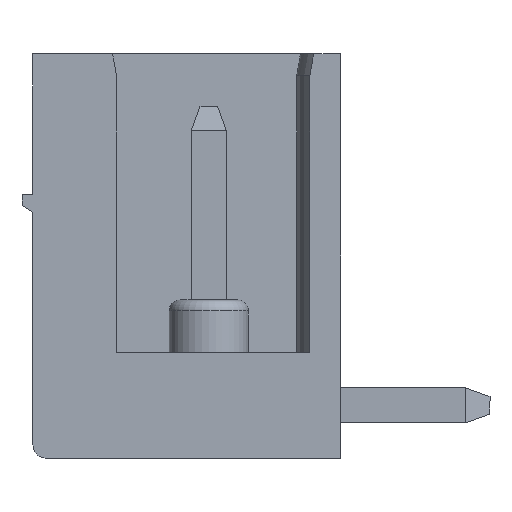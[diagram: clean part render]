
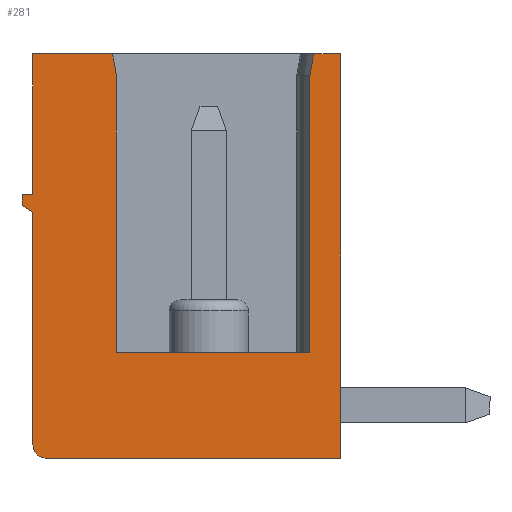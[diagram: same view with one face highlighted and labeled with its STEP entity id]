
A CAD part, left-side view. The second image highlights one B-rep face of the part: STEP entity #281.
In plain terms, the highlighted planar face has unit normal (-1, 0, 0).
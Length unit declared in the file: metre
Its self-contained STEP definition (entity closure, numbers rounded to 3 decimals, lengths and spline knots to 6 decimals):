
#281=ADVANCED_FACE('',(#791),#792,.F.);
#791=FACE_OUTER_BOUND('',#1545,.T.);
#792=PLANE('',#1546);
#1545=EDGE_LOOP('',(#2330,#2331,#2332,#2333,#2334,#2335,#2336,#2337,#2338,#2339,#2340,#2341,#2342,#2343,#2344));
#1546=AXIS2_PLACEMENT_3D('',#2345,#2346,#2347);
#2330=ORIENTED_EDGE('',*,*,#4545,.T.);
#2331=ORIENTED_EDGE('',*,*,#4546,.F.);
#2332=ORIENTED_EDGE('',*,*,#4547,.F.);
#2333=ORIENTED_EDGE('',*,*,#4548,.F.);
#2334=ORIENTED_EDGE('',*,*,#4531,.T.);
#2335=ORIENTED_EDGE('',*,*,#4536,.T.);
#2336=ORIENTED_EDGE('',*,*,#4549,.F.);
#2337=ORIENTED_EDGE('',*,*,#4550,.T.);
#2338=ORIENTED_EDGE('',*,*,#4551,.F.);
#2339=ORIENTED_EDGE('',*,*,#4552,.F.);
#2340=ORIENTED_EDGE('',*,*,#4553,.F.);
#2341=ORIENTED_EDGE('',*,*,#4554,.F.);
#2342=ORIENTED_EDGE('',*,*,#4555,.F.);
#2343=ORIENTED_EDGE('',*,*,#4556,.F.);
#2344=ORIENTED_EDGE('',*,*,#4557,.F.);
#2345=CARTESIAN_POINT('',(-1.086627,0.01086,0.000933));
#2346=DIRECTION('',(1.0,0.0,0.0));
#2347=DIRECTION('',(0.0,1.0,-0.0));
#4531=EDGE_CURVE('',#5423,#5424,#5425,.T.);
#4536=EDGE_CURVE('',#5424,#5432,#5433,.T.);
#4545=EDGE_CURVE('',#5447,#5448,#5449,.F.);
#4546=EDGE_CURVE('',#5450,#5448,#5451,.T.);
#4547=EDGE_CURVE('',#5452,#5450,#5453,.T.);
#4548=EDGE_CURVE('',#5423,#5452,#5454,.T.);
#4549=EDGE_CURVE('',#5455,#5432,#5456,.T.);
#4550=EDGE_CURVE('',#5455,#5457,#5458,.T.);
#4551=EDGE_CURVE('',#5459,#5457,#5460,.T.);
#4552=EDGE_CURVE('',#5461,#5459,#5462,.T.);
#4553=EDGE_CURVE('',#5463,#5461,#5464,.T.);
#4554=EDGE_CURVE('',#5465,#5463,#5466,.T.);
#4555=EDGE_CURVE('',#5467,#5465,#5468,.T.);
#4556=EDGE_CURVE('',#5469,#5467,#5470,.T.);
#4557=EDGE_CURVE('',#5447,#5469,#5471,.T.);
#5423=VERTEX_POINT('',#6728);
#5424=VERTEX_POINT('',#6729);
#5425=LINE('',#6730,#6731);
#5432=VERTEX_POINT('',#6743);
#5433=LINE('',#6744,#6745);
#5447=VERTEX_POINT('',#6765);
#5448=VERTEX_POINT('',#6766);
#5449=CIRCLE('',#6767,0.0003);
#5450=VERTEX_POINT('',#6768);
#5451=LINE('',#6769,#6770);
#5452=VERTEX_POINT('',#6771);
#5453=LINE('',#6772,#6773);
#5454=LINE('',#6774,#6775);
#5455=VERTEX_POINT('',#6776);
#5456=LINE('',#6777,#6778);
#5457=VERTEX_POINT('',#6779);
#5458=LINE('',#6780,#6781);
#5459=VERTEX_POINT('',#6782);
#5460=LINE('',#6783,#6784);
#5461=VERTEX_POINT('',#6785);
#5462=LINE('',#6786,#6787);
#5463=VERTEX_POINT('',#6788);
#5464=LINE('',#6789,#6790);
#5465=VERTEX_POINT('',#6791);
#5466=LINE('',#6792,#6793);
#5467=VERTEX_POINT('',#6794);
#5468=LINE('',#6795,#6796);
#5469=VERTEX_POINT('',#6797);
#5470=LINE('',#6798,#6799);
#5471=LINE('',#6800,#6801);
#6728=CARTESIAN_POINT('',(-1.086627,0.004471,0.000933));
#6729=CARTESIAN_POINT('',(-1.086627,0.00456,0.000433));
#6730=CARTESIAN_POINT('',(-1.086627,0.005565,-0.005267));
#6731=VECTOR('',#8588,1.0);
#6743=CARTESIAN_POINT('',(-1.086627,0.00456,-0.005867));
#6744=CARTESIAN_POINT('',(-1.086627,0.00456,-0.005567));
#6745=VECTOR('',#8591,1.0);
#6765=CARTESIAN_POINT('',(-1.086627,0.01086,-0.007967));
#6766=CARTESIAN_POINT('',(-1.086627,0.01056,-0.008267));
#6767=AXIS2_PLACEMENT_3D('',#8598,#8599,#8600);
#6768=CARTESIAN_POINT('',(-1.086627,0.00386,-0.008267));
#6769=CARTESIAN_POINT('',(-1.086627,0.01056,-0.008267));
#6770=VECTOR('',#8601,1.0);
#6771=CARTESIAN_POINT('',(-1.086627,0.00386,0.000933));
#6772=CARTESIAN_POINT('',(-1.086627,0.00386,-0.008267));
#6773=VECTOR('',#8602,1.0);
#6774=CARTESIAN_POINT('',(-1.086627,0.00386,0.000933));
#6775=VECTOR('',#8603,1.0);
#6776=CARTESIAN_POINT('',(-1.086627,0.00896,-0.005867));
#6777=CARTESIAN_POINT('',(-1.086627,0.00386,-0.005867));
#6778=VECTOR('',#8604,1.0);
#6779=CARTESIAN_POINT('',(-1.086627,0.00896,0.000433));
#6780=CARTESIAN_POINT('',(-1.086627,0.00896,-0.005567));
#6781=VECTOR('',#8605,1.0);
#6782=CARTESIAN_POINT('',(-1.086627,0.009048,0.000933));
#6783=CARTESIAN_POINT('',(-1.086627,0.009048,0.000933));
#6784=VECTOR('',#8606,1.0);
#6785=CARTESIAN_POINT('',(-1.086627,0.01086,0.000933));
#6786=CARTESIAN_POINT('',(-1.086627,0.00386,0.000933));
#6787=VECTOR('',#8607,1.0);
#6788=CARTESIAN_POINT('',(-1.086627,0.01086,-0.002267));
#6789=CARTESIAN_POINT('',(-1.086627,0.01086,0.000933));
#6790=VECTOR('',#8608,1.0);
#6791=CARTESIAN_POINT('',(-1.086627,0.01111,-0.002267));
#6792=CARTESIAN_POINT('',(-1.086627,0.01086,-0.002267));
#6793=VECTOR('',#8609,1.0);
#6794=CARTESIAN_POINT('',(-1.086627,0.01111,-0.002517));
#6795=CARTESIAN_POINT('',(-1.086627,0.01111,-0.002267));
#6796=VECTOR('',#8610,1.0);
#6797=CARTESIAN_POINT('',(-1.086627,0.01086,-0.002667));
#6798=CARTESIAN_POINT('',(-1.086627,0.01111,-0.002517));
#6799=VECTOR('',#8611,1.0);
#6800=CARTESIAN_POINT('',(-1.086627,0.01086,-0.002667));
#6801=VECTOR('',#8612,1.0);
#8588=DIRECTION('',(0.0,0.174,-0.985));
#8591=DIRECTION('',(0.0,0.,-1.0));
#8598=CARTESIAN_POINT('',(-1.086627,0.01056,-0.007967));
#8599=DIRECTION('',(1.0,0.0,0.0));
#8600=DIRECTION('',(0.0,0.0,-1.0));
#8601=DIRECTION('',(0.0,1.0,0.));
#8602=DIRECTION('',(0.0,0.,-1.0));
#8603=DIRECTION('',(0.0,-1.0,0.));
#8604=DIRECTION('',(0.0,-1.0,0.));
#8605=DIRECTION('',(0.0,0.,1.0));
#8606=DIRECTION('',(0.0,-0.174,-0.985));
#8607=DIRECTION('',(0.0,-1.0,0.));
#8608=DIRECTION('',(0.0,0.,1.0));
#8609=DIRECTION('',(0.0,-1.0,0.));
#8610=DIRECTION('',(0.0,0.,1.0));
#8611=DIRECTION('',(0.0,0.857,0.514));
#8612=DIRECTION('',(0.0,0.,1.0));
